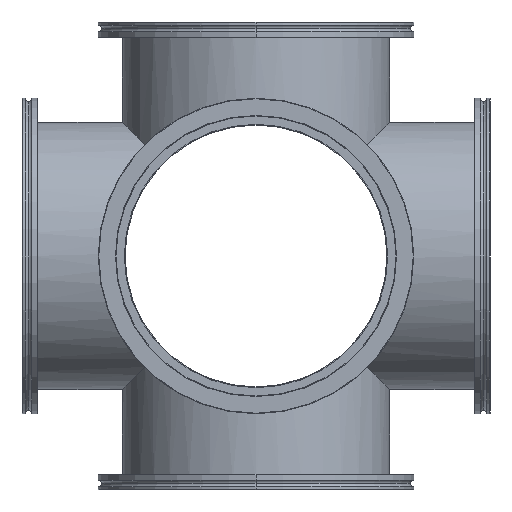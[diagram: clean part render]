
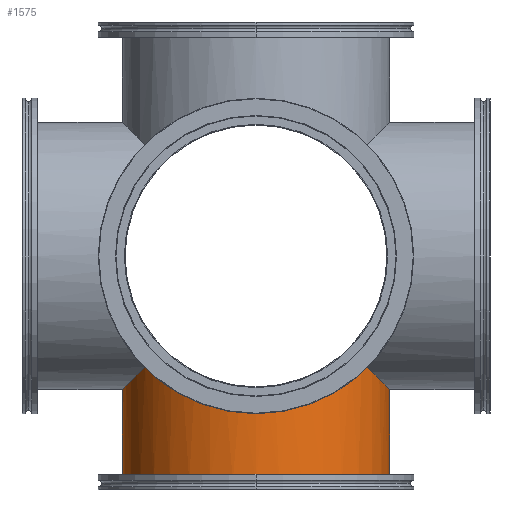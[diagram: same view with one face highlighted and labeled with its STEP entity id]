
A CAD part, front view. The second image highlights one B-rep face of the part: STEP entity #1575.
In plain terms, the highlighted cylindrical face has radius 101.6 mm (diameter 203.2 mm), a partial arc.
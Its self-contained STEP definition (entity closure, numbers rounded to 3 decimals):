
#55 = CARTESIAN_POINT ( 'NONE',  ( 101.6, 0., -101.6 ) ) ;
#163 = AXIS2_PLACEMENT_3D ( 'NONE', #1882, #399, #2124 ) ;
#193 = CARTESIAN_POINT ( 'NONE',  ( 0., -101.6, -101.6 ) ) ;
#332 = CARTESIAN_POINT ( 'NONE',  ( 71.842, -71.842, -71.842 ) ) ;
#399 = DIRECTION ( 'NONE',  ( 0., 0., 1. ) ) ;
#440 = VECTOR ( 'NONE', #2368, 1000. ) ;
#445 = FACE_OUTER_BOUND ( 'NONE', #2412, .T. ) ;
#446 = CARTESIAN_POINT ( 'NONE',  ( 71.842, -71.842, -71.842 ) ) ;
#525 = DIRECTION ( 'NONE',  ( -1., 0., 0. ) ) ;
#529 = CARTESIAN_POINT ( 'NONE',  ( 101.6, 0., -171.5 ) ) ;
#603 = CARTESIAN_POINT ( 'NONE',  ( 0., -101.6, -101.6 ) ) ;
#626 = CARTESIAN_POINT ( 'NONE',  ( 101.6, 0., 171.5 ) ) ;
#643 = EDGE_CURVE ( 'NONE', #1677, #1956, #2478, .T. ) ;
#724 =( BOUNDED_CURVE ( )  B_SPLINE_CURVE ( 3, ( #446, #1190, #1690, #193 ),
 .UNSPECIFIED., .F., .T. ) 
 B_SPLINE_CURVE_WITH_KNOTS ( ( 4, 4 ),
 ( 5.498, 6.283 ),
 .UNSPECIFIED. ) 
 CURVE ( )  GEOMETRIC_REPRESENTATION_ITEM ( )  RATIONAL_B_SPLINE_CURVE ( ( 1., 0.949, 0.949, 1. ) ) 
 REPRESENTATION_ITEM ( '' )  );
#738 = EDGE_CURVE ( 'NONE', #1939, #3160, #2102, .T. ) ;
#771 = CARTESIAN_POINT ( 'NONE',  ( -71.842, -71.842, -71.842 ) ) ;
#800 = CARTESIAN_POINT ( 'NONE',  ( 0., -101.6, -101.6 ) ) ;
#918 = CARTESIAN_POINT ( 'NONE',  ( -101.6, -27.306, -101.6 ) ) ;
#1059 = CARTESIAN_POINT ( 'NONE',  ( 91.15, -52.534, -91.15 ) ) ;
#1083 = VERTEX_POINT ( 'NONE', #332 ) ;
#1136 = ORIENTED_EDGE ( 'NONE', *, *, #643, .T. ) ;
#1159 = CARTESIAN_POINT ( 'NONE',  ( -101.6, 0., 171.5 ) ) ;
#1170 = CARTESIAN_POINT ( 'NONE',  ( -71.842, -71.842, -71.842 ) ) ;
#1190 = CARTESIAN_POINT ( 'NONE',  ( 52.534, -91.15, -91.15 ) ) ;
#1200 = VERTEX_POINT ( 'NONE', #3163 ) ;
#1214 = VECTOR ( 'NONE', #1420, 1000. ) ;
#1383 = LINE ( 'NONE', #1159, #1214 ) ;
#1420 = DIRECTION ( 'NONE',  ( 0., 0., -1. ) ) ;
#1433 = AXIS2_PLACEMENT_3D ( 'NONE', #2260, #2526, #525 ) ;
#1563 = CARTESIAN_POINT ( 'NONE',  ( 101.6, -27.306, -101.6 ) ) ;
#1575 = ADVANCED_FACE ( 'NONE', ( #445 ), #2852, .T. ) ;
#1677 = VERTEX_POINT ( 'NONE', #800 ) ;
#1690 = CARTESIAN_POINT ( 'NONE',  ( 27.306, -101.6, -101.6 ) ) ;
#1711 = ORIENTED_EDGE ( 'NONE', *, *, #1792, .T. ) ;
#1792 = EDGE_CURVE ( 'NONE', #1200, #1939, #1383, .T. ) ;
#1795 =( BOUNDED_CURVE ( )  B_SPLINE_CURVE ( 3, ( #2149, #918, #2675, #1170 ),
 .UNSPECIFIED., .F., .T. ) 
 B_SPLINE_CURVE_WITH_KNOTS ( ( 4, 4 ),
 ( 0., 0.785 ),
 .UNSPECIFIED. ) 
 CURVE ( )  GEOMETRIC_REPRESENTATION_ITEM ( )  RATIONAL_B_SPLINE_CURVE ( ( 1., 0.949, 0.949, 1. ) ) 
 REPRESENTATION_ITEM ( '' )  );
#1828 = ORIENTED_EDGE ( 'NONE', *, *, #2183, .F. ) ;
#1882 = CARTESIAN_POINT ( 'NONE',  ( 0., 0., -171.5 ) ) ;
#1939 = VERTEX_POINT ( 'NONE', #2261 ) ;
#1956 = VERTEX_POINT ( 'NONE', #771 ) ;
#2030 = EDGE_CURVE ( 'NONE', #1083, #2754, #2278, .T. ) ;
#2045 = CARTESIAN_POINT ( 'NONE',  ( 71.842, -71.842, -71.842 ) ) ;
#2102 = CIRCLE ( 'NONE', #163, 101.6 ) ;
#2124 = DIRECTION ( 'NONE',  ( 1., 0., 0. ) ) ;
#2149 = CARTESIAN_POINT ( 'NONE',  ( -101.6, 0., -101.6 ) ) ;
#2183 = EDGE_CURVE ( 'NONE', #2754, #3160, #2344, .T. ) ;
#2246 = EDGE_CURVE ( 'NONE', #1083, #1677, #724, .T. ) ;
#2260 = CARTESIAN_POINT ( 'NONE',  ( 0., 0., 171.5 ) ) ;
#2261 = CARTESIAN_POINT ( 'NONE',  ( -101.6, 0., -171.5 ) ) ;
#2278 =( BOUNDED_CURVE ( )  B_SPLINE_CURVE ( 3, ( #2045, #1059, #1563, #55 ),
 .UNSPECIFIED., .F., .T. ) 
 B_SPLINE_CURVE_WITH_KNOTS ( ( 4, 4 ),
 ( 5.498, 6.283 ),
 .UNSPECIFIED. ) 
 CURVE ( )  GEOMETRIC_REPRESENTATION_ITEM ( )  RATIONAL_B_SPLINE_CURVE ( ( 1., 0.949, 0.949, 1. ) ) 
 REPRESENTATION_ITEM ( '' )  );
#2304 = EDGE_CURVE ( 'NONE', #1200, #1956, #1795, .T. ) ;
#2332 = CARTESIAN_POINT ( 'NONE',  ( -27.306, -101.6, -101.6 ) ) ;
#2343 = CARTESIAN_POINT ( 'NONE',  ( -71.842, -71.842, -71.842 ) ) ;
#2344 = LINE ( 'NONE', #626, #440 ) ;
#2353 = ORIENTED_EDGE ( 'NONE', *, *, #2246, .T. ) ;
#2368 = DIRECTION ( 'NONE',  ( 0., 0., -1. ) ) ;
#2412 = EDGE_LOOP ( 'NONE', ( #1828, #2757, #2353, #1136, #3195, #1711, #2930 ) ) ;
#2478 =( BOUNDED_CURVE ( )  B_SPLINE_CURVE ( 3, ( #603, #2332, #3091, #2343 ),
 .UNSPECIFIED., .F., .F. ) 
 B_SPLINE_CURVE_WITH_KNOTS ( ( 4, 4 ),
 ( 0., 0.785 ),
 .UNSPECIFIED. ) 
 CURVE ( )  GEOMETRIC_REPRESENTATION_ITEM ( )  RATIONAL_B_SPLINE_CURVE ( ( 1., 0.949, 0.949, 1. ) ) 
 REPRESENTATION_ITEM ( '' )  );
#2526 = DIRECTION ( 'NONE',  ( 0., 0., -1. ) ) ;
#2675 = CARTESIAN_POINT ( 'NONE',  ( -91.15, -52.534, -91.15 ) ) ;
#2754 = VERTEX_POINT ( 'NONE', #3070 ) ;
#2757 = ORIENTED_EDGE ( 'NONE', *, *, #2030, .F. ) ;
#2852 = CYLINDRICAL_SURFACE ( 'NONE', #1433, 101.6 ) ;
#2930 = ORIENTED_EDGE ( 'NONE', *, *, #738, .T. ) ;
#3070 = CARTESIAN_POINT ( 'NONE',  ( 101.6, 0., -101.6 ) ) ;
#3091 = CARTESIAN_POINT ( 'NONE',  ( -52.534, -91.15, -91.15 ) ) ;
#3160 = VERTEX_POINT ( 'NONE', #529 ) ;
#3163 = CARTESIAN_POINT ( 'NONE',  ( -101.6, 0., -101.6 ) ) ;
#3195 = ORIENTED_EDGE ( 'NONE', *, *, #2304, .F. ) ;
